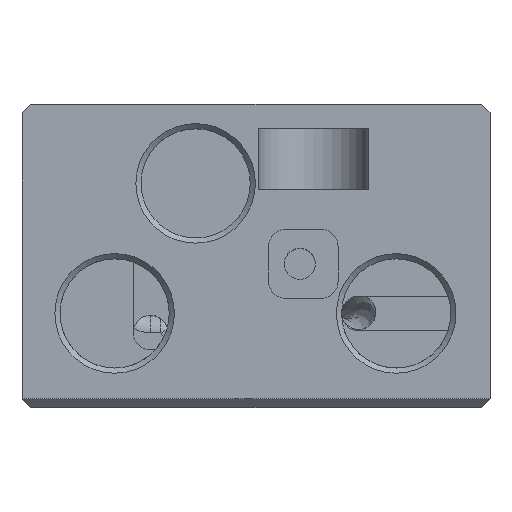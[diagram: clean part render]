
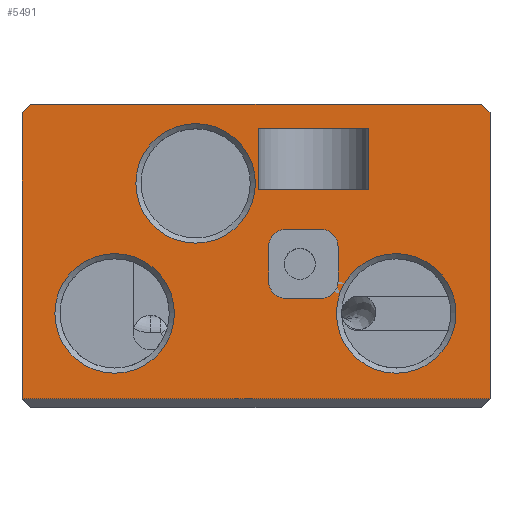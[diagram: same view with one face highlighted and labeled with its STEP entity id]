
A CAD part, top view. The second image highlights one B-rep face of the part: STEP entity #5491.
In plain terms, the highlighted planar face has unit normal (0, 0, 1).
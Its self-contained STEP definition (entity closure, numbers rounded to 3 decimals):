
#459=FACE_BOUND('',#937,.T.);
#460=FACE_BOUND('',#938,.T.);
#461=FACE_BOUND('',#939,.T.);
#462=FACE_BOUND('',#940,.T.);
#463=FACE_BOUND('',#941,.T.);
#475=PLANE('',#5830);
#602=FACE_OUTER_BOUND('',#936,.T.);
#936=EDGE_LOOP('',(#3734,#3735,#3736,#3737,#3738,#3739));
#937=EDGE_LOOP('',(#3740));
#938=EDGE_LOOP('',(#3741,#3742,#3743,#3744,#3745,#3746,#3747,#3748));
#939=EDGE_LOOP('',(#3749,#3750,#3751,#3752));
#940=EDGE_LOOP('',(#3753));
#941=EDGE_LOOP('',(#3754));
#1286=LINE('',#7763,#1692);
#1287=LINE('',#7765,#1693);
#1288=LINE('',#7767,#1694);
#1289=LINE('',#7769,#1695);
#1290=LINE('',#7771,#1696);
#1291=LINE('',#7772,#1697);
#1292=LINE('',#7779,#1698);
#1293=LINE('',#7783,#1699);
#1294=LINE('',#7787,#1700);
#1295=LINE('',#7790,#1701);
#1296=LINE('',#7793,#1702);
#1297=LINE('',#7795,#1703);
#1298=LINE('',#7797,#1704);
#1299=LINE('',#7798,#1705);
#1692=VECTOR('',#6344,10.);
#1693=VECTOR('',#6345,10.);
#1694=VECTOR('',#6346,10.);
#1695=VECTOR('',#6347,10.);
#1696=VECTOR('',#6348,10.);
#1697=VECTOR('',#6349,10.);
#1698=VECTOR('',#6354,10.);
#1699=VECTOR('',#6357,10.);
#1700=VECTOR('',#6360,10.);
#1701=VECTOR('',#6363,10.);
#1702=VECTOR('',#6364,10.);
#1703=VECTOR('',#6365,10.);
#1704=VECTOR('',#6366,10.);
#1705=VECTOR('',#6367,10.);
#2097=CIRCLE('',#5828,3.45);
#2099=CIRCLE('',#5831,3.45);
#2100=CIRCLE('',#5832,1.);
#2101=CIRCLE('',#5833,1.);
#2102=CIRCLE('',#5834,1.);
#2103=CIRCLE('',#5835,1.);
#2104=CIRCLE('',#5836,3.45);
#2313=VERTEX_POINT('',#7755);
#2315=VERTEX_POINT('',#7761);
#2316=VERTEX_POINT('',#7762);
#2317=VERTEX_POINT('',#7764);
#2318=VERTEX_POINT('',#7766);
#2319=VERTEX_POINT('',#7768);
#2320=VERTEX_POINT('',#7770);
#2321=VERTEX_POINT('',#7773);
#2322=VERTEX_POINT('',#7775);
#2323=VERTEX_POINT('',#7776);
#2324=VERTEX_POINT('',#7778);
#2325=VERTEX_POINT('',#7780);
#2326=VERTEX_POINT('',#7782);
#2327=VERTEX_POINT('',#7784);
#2328=VERTEX_POINT('',#7786);
#2329=VERTEX_POINT('',#7788);
#2330=VERTEX_POINT('',#7791);
#2331=VERTEX_POINT('',#7792);
#2332=VERTEX_POINT('',#7794);
#2333=VERTEX_POINT('',#7796);
#2334=VERTEX_POINT('',#7799);
#2858=EDGE_CURVE('',#2313,#2313,#2097,.T.);
#2861=EDGE_CURVE('',#2315,#2316,#1286,.T.);
#2862=EDGE_CURVE('',#2315,#2317,#1287,.T.);
#2863=EDGE_CURVE('',#2318,#2317,#1288,.T.);
#2864=EDGE_CURVE('',#2318,#2319,#1289,.T.);
#2865=EDGE_CURVE('',#2320,#2319,#1290,.T.);
#2866=EDGE_CURVE('',#2320,#2316,#1291,.T.);
#2867=EDGE_CURVE('',#2321,#2321,#2099,.T.);
#2868=EDGE_CURVE('',#2322,#2323,#2100,.T.);
#2869=EDGE_CURVE('',#2323,#2324,#1292,.T.);
#2870=EDGE_CURVE('',#2324,#2325,#2101,.T.);
#2871=EDGE_CURVE('',#2325,#2326,#1293,.T.);
#2872=EDGE_CURVE('',#2326,#2327,#2102,.T.);
#2873=EDGE_CURVE('',#2327,#2328,#1294,.T.);
#2874=EDGE_CURVE('',#2328,#2329,#2103,.T.);
#2875=EDGE_CURVE('',#2329,#2322,#1295,.T.);
#2876=EDGE_CURVE('',#2330,#2331,#1296,.T.);
#2877=EDGE_CURVE('',#2331,#2332,#1297,.T.);
#2878=EDGE_CURVE('',#2332,#2333,#1298,.T.);
#2879=EDGE_CURVE('',#2333,#2330,#1299,.T.);
#2880=EDGE_CURVE('',#2334,#2334,#2104,.T.);
#3734=ORIENTED_EDGE('',*,*,#2861,.F.);
#3735=ORIENTED_EDGE('',*,*,#2862,.T.);
#3736=ORIENTED_EDGE('',*,*,#2863,.F.);
#3737=ORIENTED_EDGE('',*,*,#2864,.T.);
#3738=ORIENTED_EDGE('',*,*,#2865,.F.);
#3739=ORIENTED_EDGE('',*,*,#2866,.T.);
#3740=ORIENTED_EDGE('',*,*,#2867,.F.);
#3741=ORIENTED_EDGE('',*,*,#2868,.T.);
#3742=ORIENTED_EDGE('',*,*,#2869,.T.);
#3743=ORIENTED_EDGE('',*,*,#2870,.T.);
#3744=ORIENTED_EDGE('',*,*,#2871,.T.);
#3745=ORIENTED_EDGE('',*,*,#2872,.T.);
#3746=ORIENTED_EDGE('',*,*,#2873,.T.);
#3747=ORIENTED_EDGE('',*,*,#2874,.T.);
#3748=ORIENTED_EDGE('',*,*,#2875,.T.);
#3749=ORIENTED_EDGE('',*,*,#2876,.T.);
#3750=ORIENTED_EDGE('',*,*,#2877,.T.);
#3751=ORIENTED_EDGE('',*,*,#2878,.T.);
#3752=ORIENTED_EDGE('',*,*,#2879,.T.);
#3753=ORIENTED_EDGE('',*,*,#2880,.F.);
#3754=ORIENTED_EDGE('',*,*,#2858,.F.);
#5491=ADVANCED_FACE('',(#602,#459,#460,#461,#462,#463),#475,.T.);
#5828=AXIS2_PLACEMENT_3D('',#7756,#6337,#6338);
#5830=AXIS2_PLACEMENT_3D('',#7760,#6342,#6343);
#5831=AXIS2_PLACEMENT_3D('',#7774,#6350,#6351);
#5832=AXIS2_PLACEMENT_3D('',#7777,#6352,#6353);
#5833=AXIS2_PLACEMENT_3D('',#7781,#6355,#6356);
#5834=AXIS2_PLACEMENT_3D('',#7785,#6358,#6359);
#5835=AXIS2_PLACEMENT_3D('',#7789,#6361,#6362);
#5836=AXIS2_PLACEMENT_3D('',#7800,#6368,#6369);
#6337=DIRECTION('center_axis',(0.,0.,
1.));
#6338=DIRECTION('ref_axis',(0.,-1.,0.));
#6342=DIRECTION('center_axis',(0.,0.,
1.));
#6343=DIRECTION('ref_axis',(1.,0.,0.));
#6344=DIRECTION('',(-1.,0.,0.));
#6345=DIRECTION('',(0.,1.,0.));
#6346=DIRECTION('',(0.707,-0.707,0.));
#6347=DIRECTION('',(-1.,0.,0.));
#6348=DIRECTION('',(0.707,0.707,0.));
#6349=DIRECTION('',(0.,-1.,0.));
#6350=DIRECTION('center_axis',(0.,0.,
1.));
#6351=DIRECTION('ref_axis',(0.,-1.,0.));
#6352=DIRECTION('center_axis',(0.,0.,
-1.));
#6353=DIRECTION('ref_axis',(0.707,0.707,0.));
#6354=DIRECTION('',(0.,-1.,0.));
#6355=DIRECTION('center_axis',(0.,0.,
-1.));
#6356=DIRECTION('ref_axis',(0.707,-0.707,0.));
#6357=DIRECTION('',(-1.,0.,0.));
#6358=DIRECTION('center_axis',(0.,0.,
-1.));
#6359=DIRECTION('ref_axis',(-0.707,-0.707,0.));
#6360=DIRECTION('',(0.,1.,0.));
#6361=DIRECTION('center_axis',(0.,0.,
-1.));
#6362=DIRECTION('ref_axis',(-0.707,0.707,0.));
#6363=DIRECTION('',(1.,0.,0.));
#6364=DIRECTION('',(0.,1.,0.));
#6365=DIRECTION('',(1.,0.,0.));
#6366=DIRECTION('',(0.,-1.,0.));
#6367=DIRECTION('',(-1.,0.,0.));
#6368=DIRECTION('center_axis',(0.,0.,
1.));
#6369=DIRECTION('ref_axis',(0.,1.,0.));
#7755=CARTESIAN_POINT('',(23.715,-14.226,9.5));
#7756=CARTESIAN_POINT('Origin',(23.715,-17.676,9.5));
#7760=CARTESIAN_POINT('Origin',(15.628,-14.35,9.5));
#7761=CARTESIAN_POINT('',(29.128,-22.6,9.5));
#7762=CARTESIAN_POINT('',(2.127,-22.6,9.5));
#7763=CARTESIAN_POINT('',(15.627,-22.6,9.5));
#7764=CARTESIAN_POINT('',(29.128,-6.1,9.5));
#7765=CARTESIAN_POINT('',(29.128,-9.975,9.5));
#7766=CARTESIAN_POINT('',(28.628,-5.6,9.5));
#7767=CARTESIAN_POINT('',(27.69,-4.663,9.5));
#7768=CARTESIAN_POINT('',(2.627,-5.6,9.5));
#7769=CARTESIAN_POINT('',(15.628,-5.6,9.5));
#7770=CARTESIAN_POINT('',(2.127,-6.1,9.5));
#7771=CARTESIAN_POINT('',(3.565,-4.663,9.5));
#7772=CARTESIAN_POINT('',(2.127,-9.975,9.5));
#7773=CARTESIAN_POINT('',(12.144,-6.724,9.5));
#7774=CARTESIAN_POINT('Origin',(12.144,-10.174,9.5));
#7775=CARTESIAN_POINT('',(19.361,-12.816,9.5));
#7776=CARTESIAN_POINT('',(20.361,-13.816,9.5));
#7777=CARTESIAN_POINT('Origin',(19.361,-13.816,9.5));
#7778=CARTESIAN_POINT('',(20.361,-15.816,9.5));
#7779=CARTESIAN_POINT('',(20.361,-13.583,9.5));
#7780=CARTESIAN_POINT('',(19.361,-16.816,9.5));
#7781=CARTESIAN_POINT('Origin',(19.361,-15.816,9.5));
#7782=CARTESIAN_POINT('',(17.361,-16.816,9.5));
#7783=CARTESIAN_POINT('',(17.994,-16.816,9.5));
#7784=CARTESIAN_POINT('',(16.361,-15.816,9.5));
#7785=CARTESIAN_POINT('Origin',(17.361,-15.816,9.5));
#7786=CARTESIAN_POINT('',(16.361,-13.816,9.5));
#7787=CARTESIAN_POINT('',(16.361,-15.583,9.5));
#7788=CARTESIAN_POINT('',(17.361,-12.816,9.5));
#7789=CARTESIAN_POINT('Origin',(17.361,-13.816,9.5));
#7790=CARTESIAN_POINT('',(15.994,-12.816,9.5));
#7791=CARTESIAN_POINT('',(15.744,-10.5,9.5));
#7792=CARTESIAN_POINT('',(15.744,-7.,9.5));
#7793=CARTESIAN_POINT('',(15.744,-10.675,9.5));
#7794=CARTESIAN_POINT('',(22.144,-7.,9.5));
#7795=CARTESIAN_POINT('',(17.286,-7.,9.5));
#7796=CARTESIAN_POINT('',(22.144,-10.5,9.5));
#7797=CARTESIAN_POINT('',(22.144,-10.675,9.5));
#7798=CARTESIAN_POINT('',(17.286,-10.5,9.5));
#7799=CARTESIAN_POINT('',(7.471,-21.126,9.5));
#7800=CARTESIAN_POINT('Origin',(7.471,-17.676,9.5));
